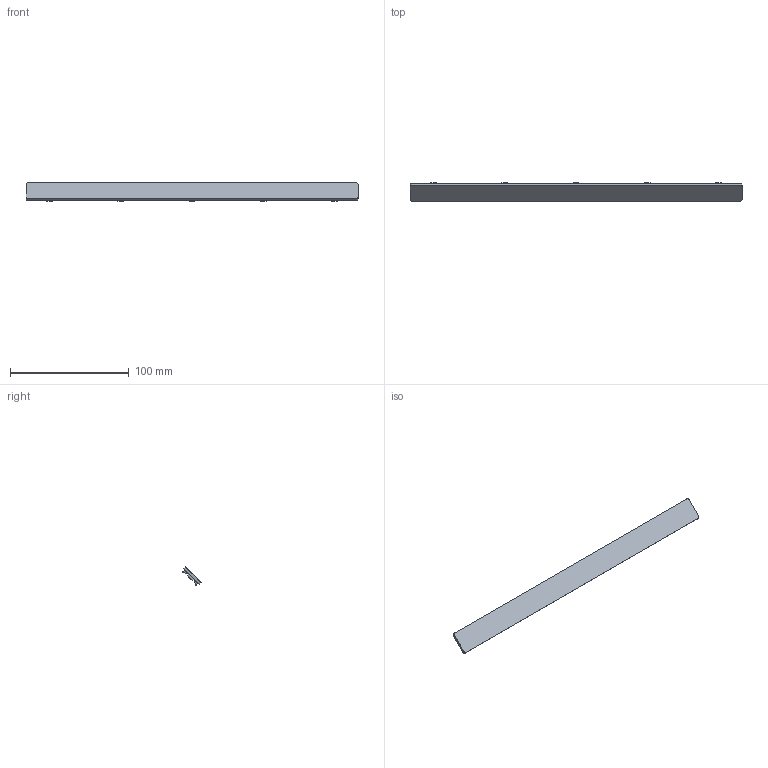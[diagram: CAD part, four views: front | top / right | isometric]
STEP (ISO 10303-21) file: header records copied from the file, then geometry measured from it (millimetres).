
FILE_DESCRIPTION(/* description */ (''),/* implementation_level */ '2;1');
FILE_NAME(/* name */ 'Diffuser.step',/* time_stamp */ '2024-03-24T22:53:27+01:00',/* author */ (''),/* organization */ (''),/* preprocessor_version */ 'ST-DEVELOPER v20',/* originating_system */ 'Autodesk Translation Framework v12.20.1.177',/* authorisation */ '');
FILE_SCHEMA (('AUTOMOTIVE_DESIGN { 1 0 10303 214 3 1 1 }'));
Length unit declared in the file: millimetre
Products named in the file (1): Diffuser
Bounding box: 280 x 15.44 x 15.44 mm (x, y, z)
Volume: 11089 mm3; surface area: 12166.9 mm2
Topology: 1 solids, 1 shells, 106 faces, 272 edges, 180 vertices
Faces by surface type: plane 62, cylinder 44
Entity records: 3345 total; most frequent: CARTESIAN_POINT 699, ORIENTED_EDGE 544, DIRECTION 534, EDGE_CURVE 272, LINE 184, VECTOR 184, VERTEX_POINT 180, AXIS2_PLACEMENT_3D 175
